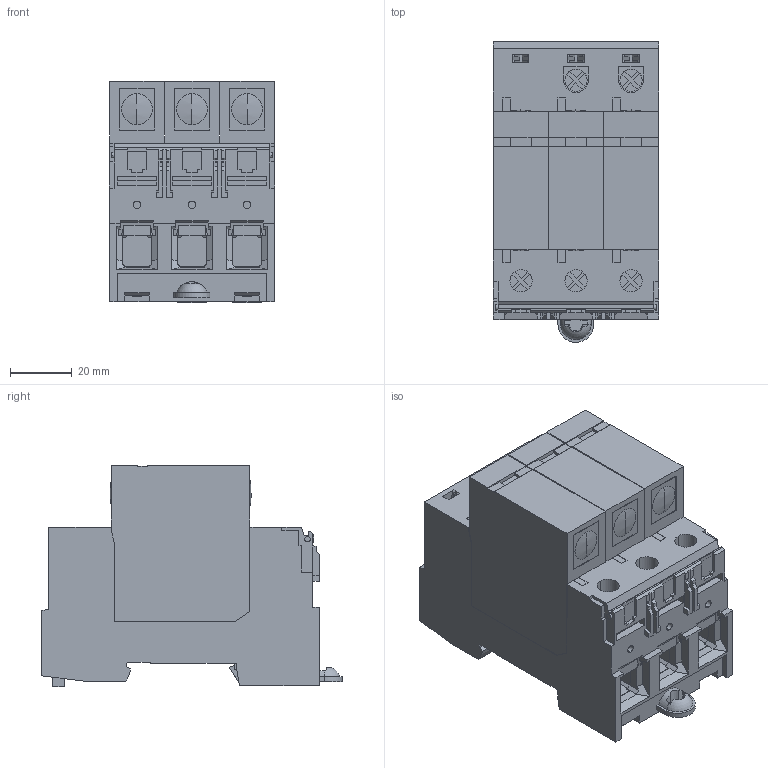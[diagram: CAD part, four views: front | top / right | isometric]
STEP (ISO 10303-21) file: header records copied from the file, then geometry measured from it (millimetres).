
FILE_DESCRIPTION(('Creo Elements/Direct Modeling STEP Export'),'2;1');
FILE_NAME('model.stp','2024-06-14T10:58:52',(''),(''),'Creo Elements/Direct Modeling STEP processor for AP214 (Solid Model)','Creo Elements/Direct Modeling 20.1D 10-Oct-2020 (C) Parametric Technology GmbH','');
FILE_SCHEMA(('AUTOMOTIVE_DESIGN { 1 0 10303 214 1 1 1 1 }'));
Length unit declared in the file: millimetre
Products named in the file (2): VAL_SPP_T2_335_3_0_UT-SELECT
Assembly tree (1 placements, depth 2):
  VAL_SPP_T2_335_3_0_UT-SELECT
    VAL_SPP_T2_335_3_0_UT-SELECT
Bounding box: 53.4 x 97.28 x 71.65 mm (x, y, z)
Volume: 251304 mm3; surface area: 46597 mm2
Topology: 1 solids, 1 shells, 888 faces, 2475 edges, 1621 vertices
Faces by surface type: plane 840, cylinder 27, sphere 13, extrusion 6, cone 2
Entity records: 34973 total; most frequent: CARTESIAN_POINT 6101, ORIENTED_EDGE 4928, DIRECTION 3839, EDGE_CURVE 2464, VECTOR 2249, LINE 2247, VERTEX_POINT 1622, EDGE_LOOP 932
